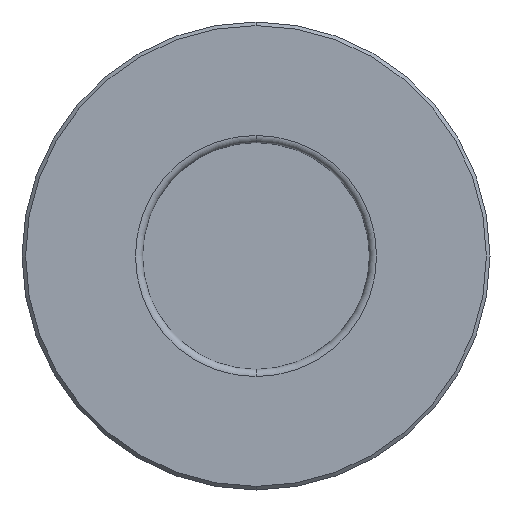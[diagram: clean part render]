
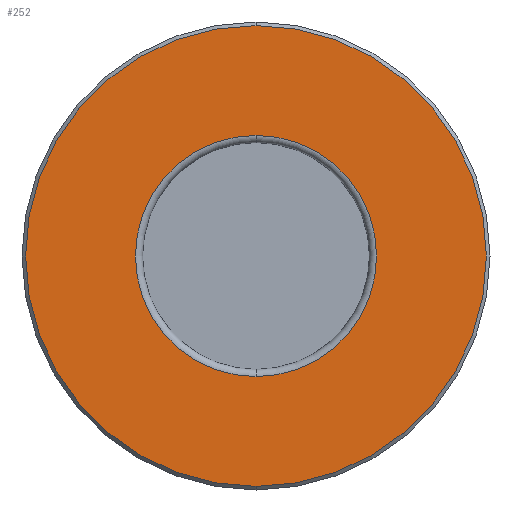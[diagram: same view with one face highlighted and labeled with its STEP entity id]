
A CAD part, front view. The second image highlights one B-rep face of the part: STEP entity #252.
In plain terms, the highlighted planar face has unit normal (0, -1, 0).
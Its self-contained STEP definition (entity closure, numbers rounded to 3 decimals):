
#2 = CARTESIAN_POINT ( 'NONE',  ( 0., 0., 0. ) ) ;
#41 = EDGE_CURVE ( 'NONE', #805, #624, #581, .T. ) ;
#55 = CARTESIAN_POINT ( 'NONE',  ( 0., 0., 64. ) ) ;
#88 = CARTESIAN_POINT ( 'NONE',  ( 33.5, 0., 0. ) ) ;
#93 = ORIENTED_EDGE ( 'NONE', *, *, #219, .F. ) ;
#113 = EDGE_LOOP ( 'NONE', ( #771, #93 ) ) ;
#128 = DIRECTION ( 'NONE',  ( 0., -1., 0. ) ) ;
#140 = DIRECTION ( 'NONE',  ( 0., 0., -1. ) ) ;
#142 = CARTESIAN_POINT ( 'NONE',  ( 0., 0., -64. ) ) ;
#153 = CIRCLE ( 'NONE', #835, 33.5 ) ;
#193 = EDGE_CURVE ( 'NONE', #445, #422, #684, .T. ) ;
#212 = PLANE ( 'NONE',  #282 ) ;
#219 = EDGE_CURVE ( 'NONE', #422, #445, #153, .T. ) ;
#252 = ADVANCED_FACE ( 'NONE', ( #479, #472 ), #212, .T. ) ;
#257 = CARTESIAN_POINT ( 'NONE',  ( 0., 0., 0. ) ) ;
#282 = AXIS2_PLACEMENT_3D ( 'NONE', #88, #548, #351 ) ;
#303 = ORIENTED_EDGE ( 'NONE', *, *, #738, .T. ) ;
#316 = CARTESIAN_POINT ( 'NONE',  ( 0., 0., -33.5 ) ) ;
#328 = DIRECTION ( 'NONE',  ( 0., 0., -1. ) ) ;
#351 = DIRECTION ( 'NONE',  ( 0., 0., -1. ) ) ;
#408 = DIRECTION ( 'NONE',  ( 0., 0., -1. ) ) ;
#421 = CARTESIAN_POINT ( 'NONE',  ( 0., 0., 0. ) ) ;
#422 = VERTEX_POINT ( 'NONE', #825 ) ;
#445 = VERTEX_POINT ( 'NONE', #316 ) ;
#461 = AXIS2_PLACEMENT_3D ( 'NONE', #257, #128, #328 ) ;
#466 = DIRECTION ( 'NONE',  ( 0., -1., 0. ) ) ;
#472 = FACE_BOUND ( 'NONE', #113, .T. ) ;
#479 = FACE_OUTER_BOUND ( 'NONE', #603, .T. ) ;
#503 = ORIENTED_EDGE ( 'NONE', *, *, #41, .T. ) ;
#532 = CIRCLE ( 'NONE', #747, 64. ) ;
#538 = DIRECTION ( 'NONE',  ( 0., -1., 0. ) ) ;
#548 = DIRECTION ( 'NONE',  ( 0., -1., 0. ) ) ;
#581 = CIRCLE ( 'NONE', #461, 64. ) ;
#603 = EDGE_LOOP ( 'NONE', ( #303, #503 ) ) ;
#609 = DIRECTION ( 'NONE',  ( 0., -1., 0. ) ) ;
#615 = DIRECTION ( 'NONE',  ( 0., 0., -1. ) ) ;
#624 = VERTEX_POINT ( 'NONE', #55 ) ;
#665 = CARTESIAN_POINT ( 'NONE',  ( 0., 0., 0. ) ) ;
#684 = CIRCLE ( 'NONE', #700, 33.5 ) ;
#700 = AXIS2_PLACEMENT_3D ( 'NONE', #665, #609, #615 ) ;
#738 = EDGE_CURVE ( 'NONE', #624, #805, #532, .T. ) ;
#747 = AXIS2_PLACEMENT_3D ( 'NONE', #2, #466, #140 ) ;
#771 = ORIENTED_EDGE ( 'NONE', *, *, #193, .F. ) ;
#805 = VERTEX_POINT ( 'NONE', #142 ) ;
#825 = CARTESIAN_POINT ( 'NONE',  ( 0., 0., 33.5 ) ) ;
#835 = AXIS2_PLACEMENT_3D ( 'NONE', #421, #538, #408 ) ;
